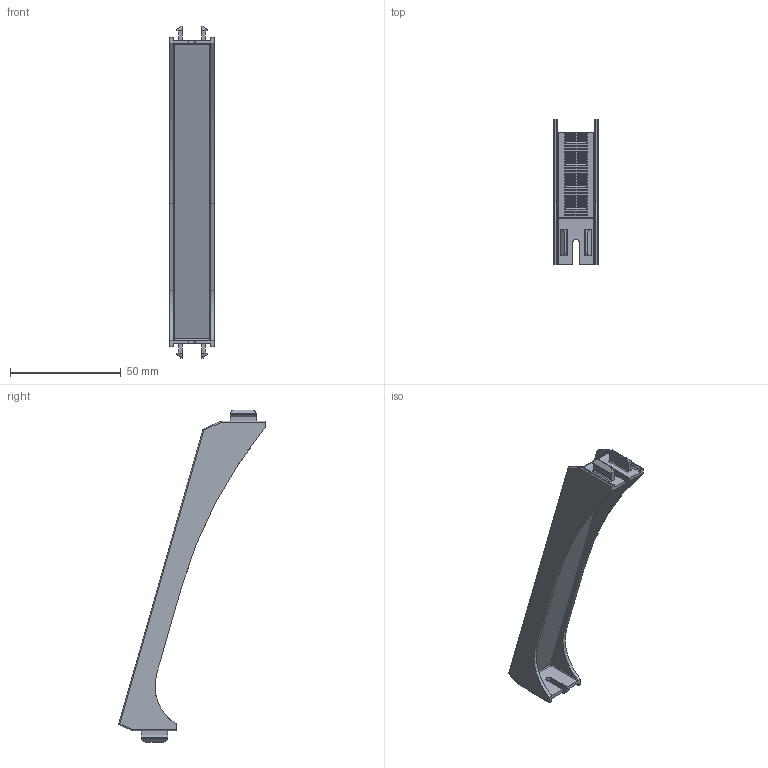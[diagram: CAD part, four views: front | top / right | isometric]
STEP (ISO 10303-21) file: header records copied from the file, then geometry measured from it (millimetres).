
FILE_DESCRIPTION (( 'STEP AP203' ), '1' );
FILE_NAME ('10-00755-001c.step', '2014-04-13T23:21:15', ( 'Nicholas Morozovsky' ), ( '' ), 'SwSTEP 2.0', 'SolidWorks 2012', '' );
FILE_SCHEMA (( 'CONFIG_CONTROL_DESIGN' ));
Length unit declared in the file: millimetre
Products named in the file (1): 10-00755-001c
Bounding box: 20 x 66.16 x 150 mm (x, y, z)
Volume: 13273 mm3; surface area: 15297.8 mm2
Topology: 1 solids, 1 shells, 403 faces, 938 edges, 562 vertices
Faces by surface type: cylinder 201, plane 174, sphere 20, torus 6, bspline 2
Entity records: 11167 total; most frequent: CARTESIAN_POINT 2482, ORIENTED_EDGE 1852, DIRECTION 1692, EDGE_CURVE 926, LINE 608, VECTOR 608, VERTEX_POINT 556, AXIS2_PLACEMENT_3D 542
